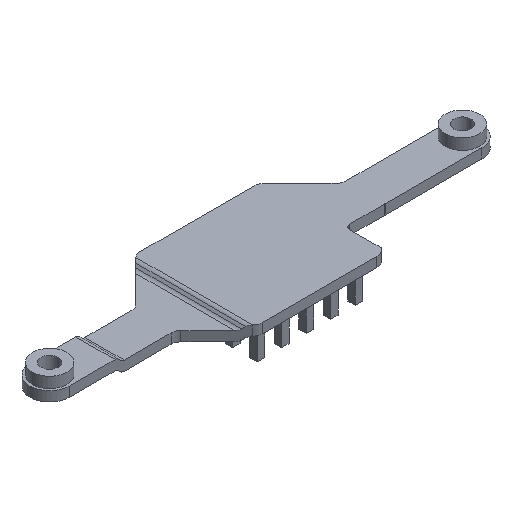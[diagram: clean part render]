
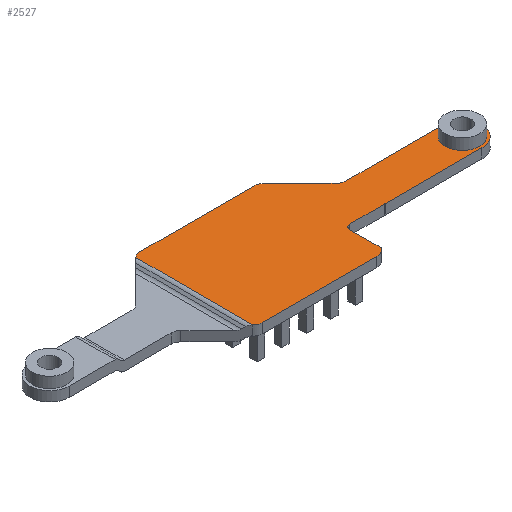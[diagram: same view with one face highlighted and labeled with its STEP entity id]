
A CAD part, isometric view. The second image highlights one B-rep face of the part: STEP entity #2527.
In plain terms, the highlighted planar face has unit normal (0, 0, 1).
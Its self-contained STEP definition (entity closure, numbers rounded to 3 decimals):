
#29=CARTESIAN_POINT('',(40.95,-40.638,0.812));
#30=DIRECTION('',(0.,0.,1.));
#31=DIRECTION('',(1.,0.,0.));
#32=AXIS2_PLACEMENT_3D('',#29,#30,#31);
#34=CARTESIAN_POINT('',(40.95,-40.638,0.812));
#35=DIRECTION('',(0.,0.,1.));
#36=DIRECTION('',(-1.,0.,0.));
#37=AXIS2_PLACEMENT_3D('',#34,#35,#36);
#39=DIRECTION('',(1.,-0.001,0.));
#40=VECTOR('',#39,7.);
#41=CARTESIAN_POINT('',(14.,-44.638,0.812));
#42=LINE('',#41,#40);
#43=DIRECTION('',(0.,1.,0.));
#44=VECTOR('',#43,6.36);
#45=CARTESIAN_POINT('',(13.,-51.998,0.812));
#46=LINE('',#45,#44);
#47=CARTESIAN_POINT('',(11.034,-51.135,0.812));
#48=DIRECTION('',(0.,0.,1.));
#49=DIRECTION('',(0.,-1.,0.));
#50=AXIS2_PLACEMENT_3D('',#47,#48,#49);
#52=DIRECTION('',(-1.,0.,0.));
#53=VECTOR('',#52,23.348);
#54=CARTESIAN_POINT('',(11.034,-53.135,0.812));
#55=LINE('',#54,#53);
#56=CARTESIAN_POINT('',(-12.314,-51.135,0.812));
#57=DIRECTION('',(0.,0.,1.));
#58=DIRECTION('',(-0.706,-0.708,0.));
#59=AXIS2_PLACEMENT_3D('',#56,#57,#58);
#61=DIRECTION('',(0.,-1.,0.));
#62=VECTOR('',#61,23.829);
#63=CARTESIAN_POINT('',(-13.724,-28.722,0.812));
#64=LINE('',#63,#62);
#65=CARTESIAN_POINT('',(-12.309,-30.135,0.812));
#66=DIRECTION('',(0.,0.,1.));
#67=DIRECTION('',(0.,1.,0.));
#68=AXIS2_PLACEMENT_3D('',#65,#66,#67);
#70=DIRECTION('',(1.,0.,0.));
#71=VECTOR('',#70,23.338);
#72=CARTESIAN_POINT('',(-12.309,-28.135,0.812));
#73=LINE('',#72,#71);
#74=CARTESIAN_POINT('',(11.029,-30.135,0.812));
#75=DIRECTION('',(0.,0.,1.));
#76=DIRECTION('',(0.707,0.707,0.));
#77=AXIS2_PLACEMENT_3D('',#74,#75,#76);
#79=DIRECTION('',(1.,0.,0.));
#80=VECTOR('',#79,19.761);
#81=CARTESIAN_POINT('',(21.189,-36.638,0.812));
#82=LINE('',#81,#80);
#83=CARTESIAN_POINT('',(40.95,-40.638,0.812));
#84=DIRECTION('',(0.,0.,-1.));
#85=DIRECTION('',(0.,1.,0.));
#86=AXIS2_PLACEMENT_3D('',#83,#84,#85);
#88=DIRECTION('',(-1.,0.,0.));
#89=VECTOR('',#88,19.761);
#90=CARTESIAN_POINT('',(40.95,-44.638,0.812));
#91=LINE('',#90,#89);
#118=CARTESIAN_POINT('',(21.189,-34.638,0.812));
#119=DIRECTION('',(0.,0.,-1.));
#120=DIRECTION('',(0.,-1.,0.));
#121=AXIS2_PLACEMENT_3D('',#118,#119,#120);
#140=DIRECTION('',(-0.707,0.707,0.));
#141=VECTOR('',#140,10.368);
#142=CARTESIAN_POINT('',(19.775,-36.052,0.812));
#143=LINE('',#142,#141);
#1482=CARTESIAN_POINT('',(21.189,-46.638,0.812));
#1483=DIRECTION('',(0.,0.,-1.));
#1484=DIRECTION('',(-0.094,0.996,0.));
#1485=AXIS2_PLACEMENT_3D('',#1482,#1483,#1484);
#1501=CARTESIAN_POINT('',(14.,-45.638,0.812));
#1502=DIRECTION('',(0.,0.,-1.));
#1503=DIRECTION('',(-1.,0.,0.));
#1504=AXIS2_PLACEMENT_3D('',#1501,#1502,#1503);
#1522=DIRECTION('',(0.707,0.707,0.));
#1523=VECTOR('',#1522,0.78);
#1524=CARTESIAN_POINT('',(12.449,-52.55,0.812));
#1525=LINE('',#1524,#1523);
#1547=CARTESIAN_POINT('',(-13.727,-52.551,
0.812));
#1602=CARTESIAN_POINT('',(-13.724,-28.722,
0.812));
#1872=CARTESIAN_POINT('',(40.95,-36.638,0.812));
#1873=CARTESIAN_POINT('',(40.95,-44.638,0.812));
#1874=VERTEX_POINT('',#1872);
#1875=VERTEX_POINT('',#1873);
#1896=CARTESIAN_POINT('',(44.45,-40.638,0.812));
#1897=CARTESIAN_POINT('',(37.45,-40.638,0.812));
#1898=VERTEX_POINT('',#1896);
#1899=VERTEX_POINT('',#1897);
#1900=CARTESIAN_POINT('',(21.189,-36.638,0.812));
#1901=VERTEX_POINT('',#1900);
#1902=CARTESIAN_POINT('',(21.189,-44.638,0.812));
#1903=VERTEX_POINT('',#1902);
#1940=CARTESIAN_POINT('',(19.775,-36.052,0.812));
#1942=VERTEX_POINT('',#1940);
#1944=CARTESIAN_POINT('',(-12.314,-53.135,0.812));
#1946=VERTEX_POINT('',#1944);
#1949=CARTESIAN_POINT('',(-12.309,-28.135,0.812));
#1951=VERTEX_POINT('',#1949);
#1956=CARTESIAN_POINT('',(12.444,-28.721,0.812));
#1957=VERTEX_POINT('',#1956);
#1958=CARTESIAN_POINT('',(11.029,-28.135,0.812));
#1959=VERTEX_POINT('',#1958);
#1960=CARTESIAN_POINT('',(11.034,-53.135,0.812));
#1961=CARTESIAN_POINT('',(12.449,-52.55,0.812));
#1962=VERTEX_POINT('',#1960);
#1963=VERTEX_POINT('',#1961);
#2037=VERTEX_POINT('',#1547);
#2041=VERTEX_POINT('',#1602);
#2242=CARTESIAN_POINT('',(13.,-51.998,0.812));
#2244=VERTEX_POINT('',#2242);
#2247=CARTESIAN_POINT('',(14.,-44.638,0.812));
#2249=VERTEX_POINT('',#2247);
#2251=CARTESIAN_POINT('',(13.,-45.638,0.812));
#2253=VERTEX_POINT('',#2251);
#2254=CARTESIAN_POINT('',(21.,-44.642,0.812));
#2255=VERTEX_POINT('',#2254);
#2480=CARTESIAN_POINT('',(0.,0.,0.812));
#2481=DIRECTION('',(0.,0.,-1.));
#2482=DIRECTION('',(1.,0.,0.));
#2483=AXIS2_PLACEMENT_3D('',#2480,#2481,#2482);
#2484=PLANE('',#2483);
#2486=ORIENTED_EDGE('',*,*,#2485,.F.);
#2488=ORIENTED_EDGE('',*,*,#2487,.F.);
#2490=ORIENTED_EDGE('',*,*,#2489,.F.);
#2492=ORIENTED_EDGE('',*,*,#2491,.F.);
#2494=ORIENTED_EDGE('',*,*,#2493,.F.);
#2496=ORIENTED_EDGE('',*,*,#2495,.T.);
#2498=ORIENTED_EDGE('',*,*,#2497,.F.);
#2500=ORIENTED_EDGE('',*,*,#2499,.F.);
#2502=ORIENTED_EDGE('',*,*,#2501,.F.);
#2504=ORIENTED_EDGE('',*,*,#2503,.T.);
#2506=ORIENTED_EDGE('',*,*,#2505,.F.);
#2508=ORIENTED_EDGE('',*,*,#2507,.F.);
#2510=ORIENTED_EDGE('',*,*,#2509,.F.);
#2512=ORIENTED_EDGE('',*,*,#2511,.T.);
#2514=ORIENTED_EDGE('',*,*,#2513,.T.);
#2516=ORIENTED_EDGE('',*,*,#2515,.T.);
#2518=ORIENTED_EDGE('',*,*,#2517,.F.);
#2519=EDGE_LOOP('',(#2486,#2488,#2490,#2492,#2494,#2496,#2498,#2500,#2502,#2504,
#2506,#2508,#2510,#2512,#2514,#2516,#2518));
#2520=FACE_OUTER_BOUND('',#2519,.F.);
#2522=ORIENTED_EDGE('',*,*,#2521,.T.);
#2524=ORIENTED_EDGE('',*,*,#2523,.T.);
#2525=EDGE_LOOP('',(#2522,#2524));
#2526=FACE_BOUND('',#2525,.F.);
#2527=ADVANCED_FACE('',(#2520,#2526),#2484,.F.);
#33=CIRCLE('',#32,3.5);
#38=CIRCLE('',#37,3.5);
#51=CIRCLE('',#50,2.);
#60=CIRCLE('',#59,2.);
#69=CIRCLE('',#68,2.);
#78=CIRCLE('',#77,2.);
#87=CIRCLE('',#86,4.);
#122=CIRCLE('',#121,2.);
#1486=CIRCLE('',#1485,2.);
#1505=CIRCLE('',#1504,1.);
#2485=EDGE_CURVE('',#2249,#2255,#42,.T.);
#2487=EDGE_CURVE('',#2253,#2249,#1505,.T.);
#2489=EDGE_CURVE('',#2244,#2253,#46,.T.);
#2491=EDGE_CURVE('',#1963,#2244,#1525,.T.);
#2493=EDGE_CURVE('',#1962,#1963,#51,.T.);
#2495=EDGE_CURVE('',#1962,#1946,#55,.T.);
#2497=EDGE_CURVE('',#2037,#1946,#60,.T.);
#2499=EDGE_CURVE('',#2041,#2037,#64,.T.);
#2501=EDGE_CURVE('',#1951,#2041,#69,.T.);
#2503=EDGE_CURVE('',#1951,#1959,#73,.T.);
#2505=EDGE_CURVE('',#1957,#1959,#78,.T.);
#2507=EDGE_CURVE('',#1942,#1957,#143,.T.);
#2509=EDGE_CURVE('',#1901,#1942,#122,.T.);
#2511=EDGE_CURVE('',#1901,#1874,#82,.T.);
#2513=EDGE_CURVE('',#1874,#1875,#87,.T.);
#2515=EDGE_CURVE('',#1875,#1903,#91,.T.);
#2517=EDGE_CURVE('',#2255,#1903,#1486,.T.);
#2521=EDGE_CURVE('',#1898,#1899,#33,.T.);
#2523=EDGE_CURVE('',#1899,#1898,#38,.T.);
